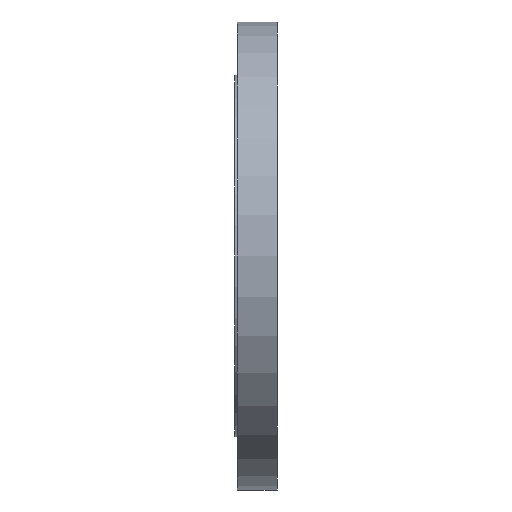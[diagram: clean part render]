
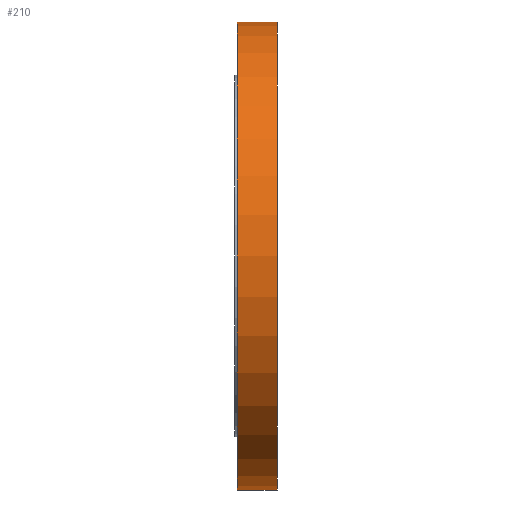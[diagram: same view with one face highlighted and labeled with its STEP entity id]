
A CAD part, left-side view. The second image highlights one B-rep face of the part: STEP entity #210.
In plain terms, the highlighted cylindrical face has radius 139.7 mm (diameter 279.4 mm), a partial arc.
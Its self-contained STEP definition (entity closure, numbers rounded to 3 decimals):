
#1 = ORIENTED_EDGE ( 'NONE', *, *, #698, .T. ) ;
#21 = AXIS2_PLACEMENT_3D ( 'NONE', #717, #671, #326 ) ;
#40 = CARTESIAN_POINT ( 'NONE',  ( 0., 23.8, 0. ) ) ;
#95 = CARTESIAN_POINT ( 'NONE',  ( 0., 23.8, 139.7 ) ) ;
#100 = VERTEX_POINT ( 'NONE', #236 ) ;
#138 = AXIS2_PLACEMENT_3D ( 'NONE', #40, #491, #299 ) ;
#201 = CYLINDRICAL_SURFACE ( 'NONE', #463, 139.7 ) ;
#208 = VECTOR ( 'NONE', #469, 1000. ) ;
#210 = ADVANCED_FACE ( 'NONE', ( #339 ), #201, .T. ) ;
#218 = ORIENTED_EDGE ( 'NONE', *, *, #269, .F. ) ;
#236 = CARTESIAN_POINT ( 'NONE',  ( 0., 0., -139.7 ) ) ;
#237 = VECTOR ( 'NONE', #259, 1000. ) ;
#259 = DIRECTION ( 'NONE',  ( 0., -1., 0. ) ) ;
#269 = EDGE_CURVE ( 'NONE', #437, #644, #661, .T. ) ;
#299 = DIRECTION ( 'NONE',  ( 0., 0., 1. ) ) ;
#326 = DIRECTION ( 'NONE',  ( 0., 0., 1. ) ) ;
#329 = CARTESIAN_POINT ( 'NONE',  ( 0., 23.8, -139.7 ) ) ;
#339 = FACE_OUTER_BOUND ( 'NONE', #840, .T. ) ;
#375 = ORIENTED_EDGE ( 'NONE', *, *, #638, .T. ) ;
#437 = VERTEX_POINT ( 'NONE', #95 ) ;
#463 = AXIS2_PLACEMENT_3D ( 'NONE', #591, #790, #542 ) ;
#469 = DIRECTION ( 'NONE',  ( 0., -1., 0. ) ) ;
#471 = LINE ( 'NONE', #329, #237 ) ;
#491 = DIRECTION ( 'NONE',  ( 0., 1., 0. ) ) ;
#531 = CARTESIAN_POINT ( 'NONE',  ( 0., 0., 139.7 ) ) ;
#542 = DIRECTION ( 'NONE',  ( 0., 0., -1. ) ) ;
#587 = ORIENTED_EDGE ( 'NONE', *, *, #796, .F. ) ;
#590 = CARTESIAN_POINT ( 'NONE',  ( 0., 23.8, -139.7 ) ) ;
#591 = CARTESIAN_POINT ( 'NONE',  ( 0., 23.8, 0. ) ) ;
#595 = CARTESIAN_POINT ( 'NONE',  ( 0., 23.8, 139.7 ) ) ;
#638 = EDGE_CURVE ( 'NONE', #100, #644, #691, .T. ) ;
#644 = VERTEX_POINT ( 'NONE', #531 ) ;
#661 = LINE ( 'NONE', #595, #208 ) ;
#663 = CIRCLE ( 'NONE', #138, 139.7 ) ;
#671 = DIRECTION ( 'NONE',  ( 0., 1., 0. ) ) ;
#691 = CIRCLE ( 'NONE', #21, 139.7 ) ;
#698 = EDGE_CURVE ( 'NONE', #712, #100, #471, .T. ) ;
#712 = VERTEX_POINT ( 'NONE', #590 ) ;
#717 = CARTESIAN_POINT ( 'NONE',  ( 0., 0., 0. ) ) ;
#790 = DIRECTION ( 'NONE',  ( 0., -1., 0. ) ) ;
#796 = EDGE_CURVE ( 'NONE', #712, #437, #663, .T. ) ;
#840 = EDGE_LOOP ( 'NONE', ( #218, #587, #1, #375 ) ) ;
